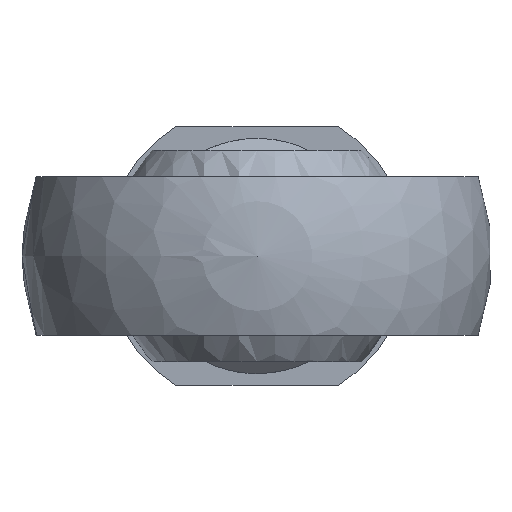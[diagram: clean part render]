
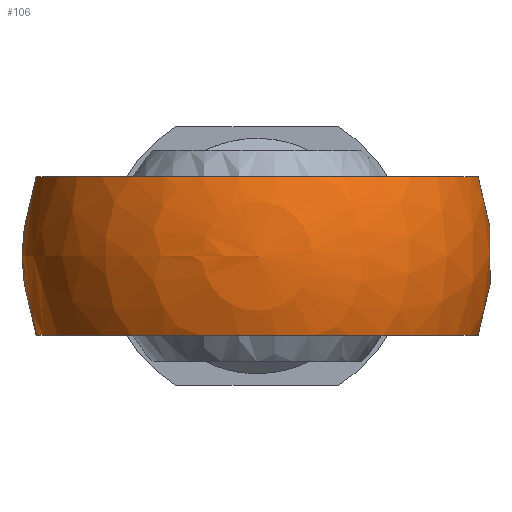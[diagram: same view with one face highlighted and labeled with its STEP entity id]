
A CAD part, left-side view. The second image highlights one B-rep face of the part: STEP entity #106.
In plain terms, the highlighted spherical face has radius 10 mm.
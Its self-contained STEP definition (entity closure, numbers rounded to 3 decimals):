
#106 = ADVANCED_FACE( '', ( #201, #202 ), #203, .T. );
#201 = FACE_BOUND( '', #297, .T. );
#202 = FACE_OUTER_BOUND( '', #298, .T. );
#203 = SPHERICAL_SURFACE( '', #299, 10. );
#297 = VERTEX_LOOP( '', #414 );
#298 = EDGE_LOOP( '', ( #415, #416, #417, #418 ) );
#299 = AXIS2_PLACEMENT_3D( '', #419, #420, #421 );
#414 = VERTEX_POINT( '', #556 );
#415 = ORIENTED_EDGE( '', *, *, #557, .F. );
#416 = ORIENTED_EDGE( '', *, *, #558, .T. );
#417 = ORIENTED_EDGE( '', *, *, #559, .F. );
#418 = ORIENTED_EDGE( '', *, *, #560, .T. );
#419 = CARTESIAN_POINT( '', ( 0., 0., 0. ) );
#420 = DIRECTION( '', ( 1., 0., 0. ) );
#421 = DIRECTION( '', ( 0., 1., 0. ) );
#556 = CARTESIAN_POINT( '', ( -10., 0., 0. ) );
#557 = EDGE_CURVE( '', #643, #644, #645, .T. );
#558 = EDGE_CURVE( '', #643, #646, #647, .F. );
#559 = EDGE_CURVE( '', #648, #646, #649, .T. );
#560 = EDGE_CURVE( '', #648, #644, #650, .F. );
#643 = VERTEX_POINT( '', #742 );
#644 = VERTEX_POINT( '', #743 );
#645 = CIRCLE( '', #744, 8.535 );
#646 = VERTEX_POINT( '', #745 );
#647 = CIRCLE( '', #746, 9.413 );
#648 = VERTEX_POINT( '', #747 );
#649 = CIRCLE( '', #748, 8.535 );
#650 = CIRCLE( '', #749, 9.413 );
#742 = CARTESIAN_POINT( '', ( 5.212, -7.839, 3.375 ) );
#743 = CARTESIAN_POINT( '', ( 5.212, -7.839, -3.375 ) );
#744 = AXIS2_PLACEMENT_3D( '', #861, #862, #863 );
#745 = CARTESIAN_POINT( '', ( 5.212, 7.839, 3.375 ) );
#746 = AXIS2_PLACEMENT_3D( '', #864, #865, #866 );
#747 = CARTESIAN_POINT( '', ( 5.212, 7.839, -3.375 ) );
#748 = AXIS2_PLACEMENT_3D( '', #867, #868, #869 );
#749 = AXIS2_PLACEMENT_3D( '', #870, #871, #872 );
#861 = CARTESIAN_POINT( '', ( 5.212, 0., 0. ) );
#862 = DIRECTION( '', ( 1., 0., 0. ) );
#863 = DIRECTION( '', ( 0., 0., -1. ) );
#864 = CARTESIAN_POINT( '', ( 0., 0., 3.375 ) );
#865 = DIRECTION( '', ( 0., 0., 1. ) );
#866 = DIRECTION( '', ( 1., 0., 0. ) );
#867 = CARTESIAN_POINT( '', ( 5.212, 0., 0. ) );
#868 = DIRECTION( '', ( 1., 0., 0. ) );
#869 = DIRECTION( '', ( 0., 0., -1. ) );
#870 = CARTESIAN_POINT( '', ( 0., 0., -3.375 ) );
#871 = DIRECTION( '', ( 0., 0., -1. ) );
#872 = DIRECTION( '', ( -1., 0., 0. ) );
